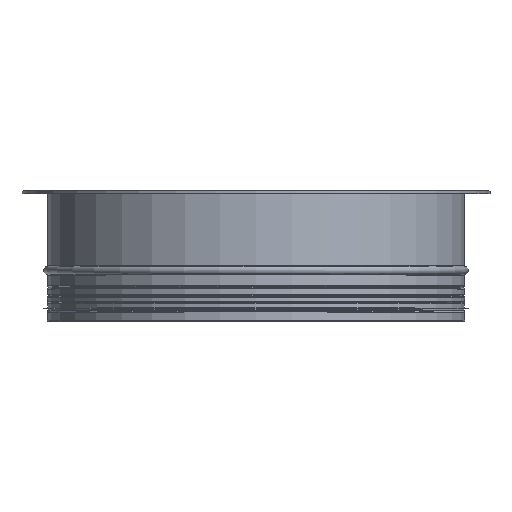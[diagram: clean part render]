
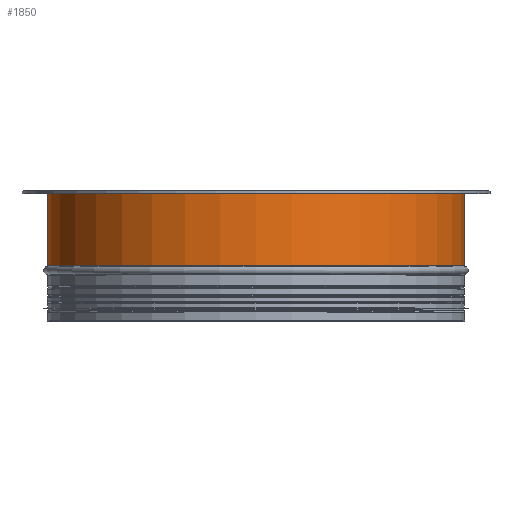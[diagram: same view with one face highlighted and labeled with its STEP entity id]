
A CAD part, top view. The second image highlights one B-rep face of the part: STEP entity #1850.
In plain terms, the highlighted cylindrical face has radius 316 mm (diameter 632 mm), a partial arc.
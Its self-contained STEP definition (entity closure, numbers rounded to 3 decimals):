
#114=CYLINDRICAL_SURFACE('',#2045,316.);
#244=FACE_OUTER_BOUND('',#368,.T.);
#368=EDGE_LOOP('',(#1423,#1424,#1425,#1426));
#566=CIRCLE('',#2044,316.);
#567=CIRCLE('',#2046,316.);
#679=LINE('',#2946,#763);
#723=LINE('',#3122,#807);
#763=VECTOR('',#2314,111.172);
#807=VECTOR('',#2532,111.172);
#849=VERTEX_POINT('',#2939);
#851=VERTEX_POINT('',#2945);
#854=VERTEX_POINT('',#2952);
#896=VERTEX_POINT('',#3117);
#1011=EDGE_CURVE('',#851,#849,#679,.T.);
#1097=EDGE_CURVE('',#896,#851,#566,.T.);
#1099=EDGE_CURVE('',#854,#849,#567,.T.);
#1100=EDGE_CURVE('',#896,#854,#723,.T.);
#1423=ORIENTED_EDGE('',*,*,#1011,.T.);
#1424=ORIENTED_EDGE('',*,*,#1099,.F.);
#1425=ORIENTED_EDGE('',*,*,#1100,.F.);
#1426=ORIENTED_EDGE('',*,*,#1097,.T.);
#1850=ADVANCED_FACE('',(#244),#114,.T.);
#2044=AXIS2_PLACEMENT_3D('',#3118,#2525,#2526);
#2045=AXIS2_PLACEMENT_3D('',#3120,#2528,#2529);
#2046=AXIS2_PLACEMENT_3D('',#3121,#2530,#2531);
#2314=DIRECTION('',(0.,-1.,0.));
#2525=DIRECTION('center_axis',(0.,-1.,0.));
#2526=DIRECTION('ref_axis',(-1.,0.,0.));
#2528=DIRECTION('center_axis',(0.,-1.,0.));
#2529=DIRECTION('ref_axis',(-1.,0.,0.));
#2530=DIRECTION('center_axis',(0.,-1.,0.));
#2531=DIRECTION('ref_axis',(-1.,0.,0.));
#2532=DIRECTION('',(0.,-1.,0.));
#2939=CARTESIAN_POINT('',(-316.,83.828,0.552));
#2945=CARTESIAN_POINT('',(-316.,195.,0.552));
#2946=CARTESIAN_POINT('',(-316.,195.,0.552));
#2952=CARTESIAN_POINT('',(-316.,83.828,0.));
#3117=CARTESIAN_POINT('',(-316.,195.,0.));
#3118=CARTESIAN_POINT('Origin',(0.,195.,0.));
#3120=CARTESIAN_POINT('Origin',(0.,93.923,0.));
#3121=CARTESIAN_POINT('Origin',(0.,83.828,0.));
#3122=CARTESIAN_POINT('',(-316.,195.,0.));
